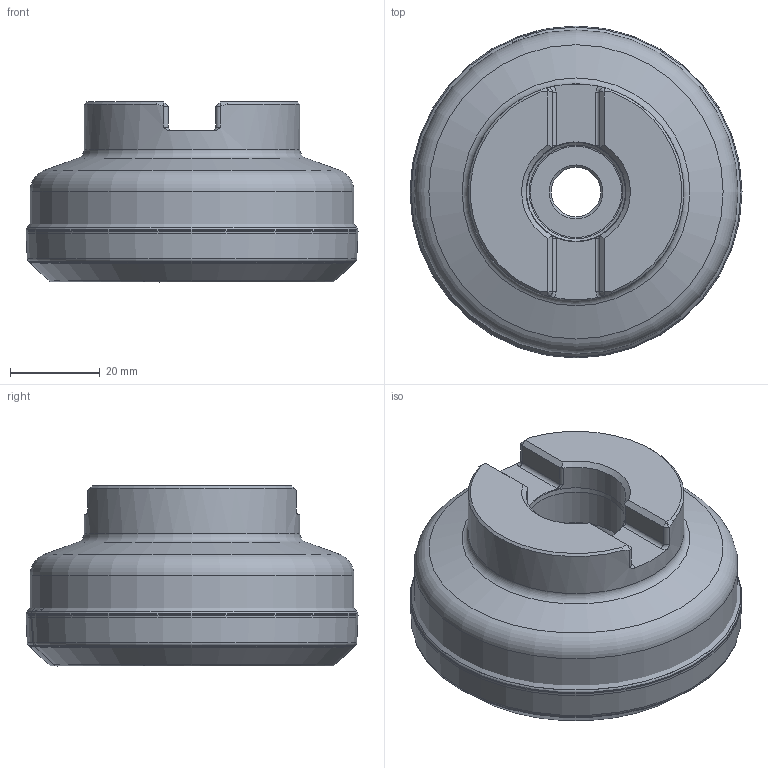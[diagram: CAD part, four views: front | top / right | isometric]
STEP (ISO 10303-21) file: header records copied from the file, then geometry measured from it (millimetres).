
FILE_DESCRIPTION(/* description */ (''),/* implementation_level */ '2;1');
FILE_NAME(/* name */ 'ax_step_export_TOP_PART.stp',/* time_stamp */ '2022-05-18T16:12:22+02:00',/* author */ (''),/* organization */ (''),/* preprocessor_version */ 'ST-DEVELOPER v16.7',/* originating_system */ 'SIEMENS PLM Software NX 12.0',/* authorisation */ '');
FILE_SCHEMA (('AUTOMOTIVE_DESIGN { 1 0 10303 214 3 1 1 1 }'));
Length unit declared in the file: millimetre
Products named in the file (4): CUT; NOCUT; ASSEMBLY_CONSTRUCTION; TOP_PART
Assembly tree (3 placements, depth 2):
  TOP_PART
    ASSEMBLY_CONSTRUCTION
    NOCUT
    CUT
Bounding box: 73.79 x 73.79 x 40.01 mm (x, y, z)
Volume: 145751.6 mm3; surface area: 27331.5 mm2
Topology: 3 solids, 3 shells, 1750 faces, 4294 edges, 2661 vertices
Faces by surface type: bspline 1016, cylinder 317, torus 159, sphere 110, plane 77, revolution 46, cone 25
Full cylindrical faces by diameter (mm): 5.7 x1, 11 x1, 18.1 x1, 22.006 x1, 22.2 x1, 48 x1, 72 x1
Entity records: 73649 total; most frequent: CARTESIAN_POINT 40053, ORIENTED_EDGE 7910, DIRECTION 5236, EDGE_CURVE 3955, VERTEX_POINT 2353, AXIS2_PLACEMENT_3D 2352, B_SPLINE_CURVE_WITH_KNOTS 2009, EDGE_LOOP 1898
